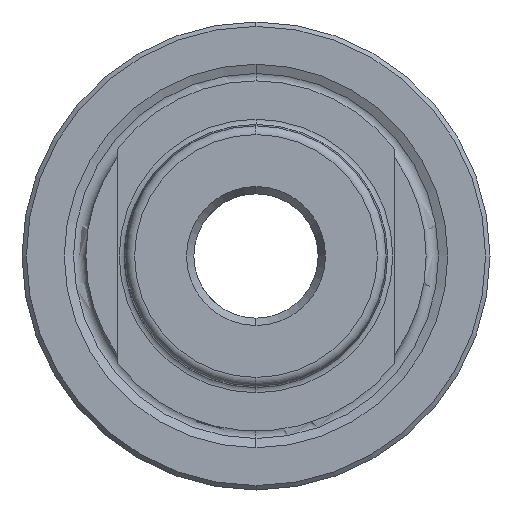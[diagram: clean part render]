
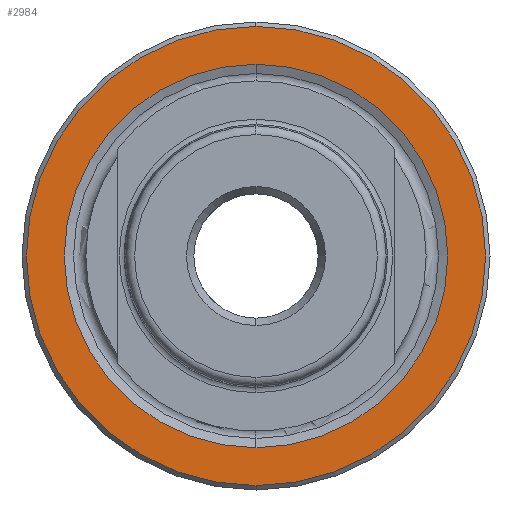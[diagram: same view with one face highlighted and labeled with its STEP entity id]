
A CAD part, left-side view. The second image highlights one B-rep face of the part: STEP entity #2984.
In plain terms, the highlighted planar face has unit normal (-1, 0, 0).
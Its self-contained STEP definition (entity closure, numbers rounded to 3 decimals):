
#136 = DIRECTION ( 'NONE',  ( 0., 0., 1. ) ) ;
#141 = DIRECTION ( 'NONE',  ( -1., 0., 0. ) ) ;
#145 = CARTESIAN_POINT ( 'NONE',  ( 18., 0., 0. ) ) ;
#244 = EDGE_CURVE ( 'NONE', #1945, #3587, #3053, .T. ) ;
#398 = DIRECTION ( 'NONE',  ( 0., 0., 1. ) ) ;
#438 = CARTESIAN_POINT ( 'NONE',  ( 18., 0., 13.109 ) ) ;
#457 = CARTESIAN_POINT ( 'NONE',  ( 18., 0., 0. ) ) ;
#460 = EDGE_CURVE ( 'NONE', #1474, #1121, #3333, .T. ) ;
#485 = AXIS2_PLACEMENT_3D ( 'NONE', #1732, #866, #3736 ) ;
#635 = CARTESIAN_POINT ( 'NONE',  ( 18., 0., 15.7 ) ) ;
#851 = EDGE_LOOP ( 'NONE', ( #4190, #1385 ) ) ;
#866 = DIRECTION ( 'NONE',  ( -1., 0., 0. ) ) ;
#1121 = VERTEX_POINT ( 'NONE', #438 ) ;
#1385 = ORIENTED_EDGE ( 'NONE', *, *, #244, .T. ) ;
#1391 = PLANE ( 'NONE',  #1486 ) ;
#1474 = VERTEX_POINT ( 'NONE', #3093 ) ;
#1486 = AXIS2_PLACEMENT_3D ( 'NONE', #1728, #1778, #2800 ) ;
#1543 = CARTESIAN_POINT ( 'NONE',  ( 18., 0., -15.7 ) ) ;
#1608 = EDGE_CURVE ( 'NONE', #1121, #1474, #2401, .T. ) ;
#1728 = CARTESIAN_POINT ( 'NONE',  ( 18., 0., 13.109 ) ) ;
#1732 = CARTESIAN_POINT ( 'NONE',  ( 18., 0., 0. ) ) ;
#1778 = DIRECTION ( 'NONE',  ( 1., 0., 0. ) ) ;
#1945 = VERTEX_POINT ( 'NONE', #635 ) ;
#2098 = DIRECTION ( 'NONE',  ( 0., 0., 1. ) ) ;
#2305 = CIRCLE ( 'NONE', #2822, 15.7 ) ;
#2363 = ORIENTED_EDGE ( 'NONE', *, *, #1608, .F. ) ;
#2401 = CIRCLE ( 'NONE', #485, 13.109 ) ;
#2518 = CARTESIAN_POINT ( 'NONE',  ( 18., 0., 0. ) ) ;
#2800 = DIRECTION ( 'NONE',  ( 0., 0., -1. ) ) ;
#2822 = AXIS2_PLACEMENT_3D ( 'NONE', #2518, #3468, #398 ) ;
#2961 = EDGE_LOOP ( 'NONE', ( #2363, #4194 ) ) ;
#2984 = ADVANCED_FACE ( 'NONE', ( #4222, #3819 ), #1391, .F. ) ;
#3053 = CIRCLE ( 'NONE', #3275, 15.7 ) ;
#3093 = CARTESIAN_POINT ( 'NONE',  ( 18., 0., -13.109 ) ) ;
#3275 = AXIS2_PLACEMENT_3D ( 'NONE', #457, #3477, #2098 ) ;
#3333 = CIRCLE ( 'NONE', #3392, 13.109 ) ;
#3392 = AXIS2_PLACEMENT_3D ( 'NONE', #145, #141, #136 ) ;
#3468 = DIRECTION ( 'NONE',  ( -1., 0., 0. ) ) ;
#3477 = DIRECTION ( 'NONE',  ( -1., 0., 0. ) ) ;
#3587 = VERTEX_POINT ( 'NONE', #1543 ) ;
#3736 = DIRECTION ( 'NONE',  ( 0., 0., 1. ) ) ;
#3819 = FACE_OUTER_BOUND ( 'NONE', #851, .T. ) ;
#4190 = ORIENTED_EDGE ( 'NONE', *, *, #4218, .T. ) ;
#4194 = ORIENTED_EDGE ( 'NONE', *, *, #460, .F. ) ;
#4218 = EDGE_CURVE ( 'NONE', #3587, #1945, #2305, .T. ) ;
#4222 = FACE_BOUND ( 'NONE', #2961, .T. ) ;
